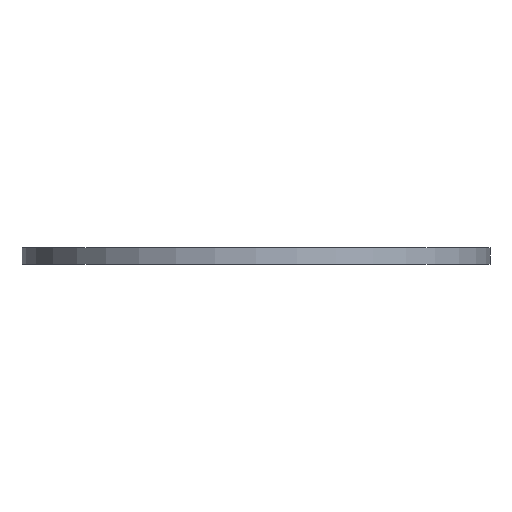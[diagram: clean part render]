
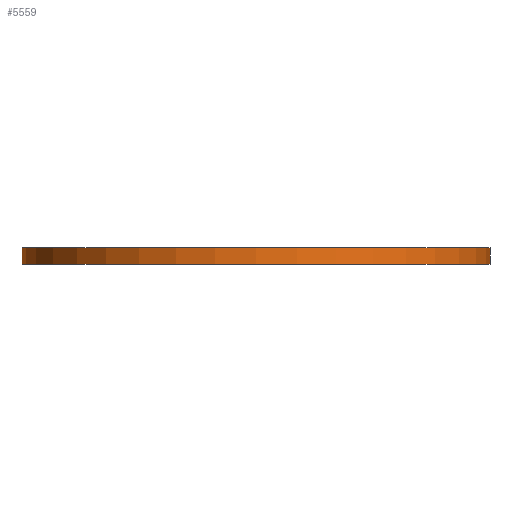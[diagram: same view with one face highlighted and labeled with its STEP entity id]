
A CAD part, front view. The second image highlights one B-rep face of the part: STEP entity #5559.
In plain terms, the highlighted cylindrical face has radius 85 mm (diameter 170 mm), a full revolution.
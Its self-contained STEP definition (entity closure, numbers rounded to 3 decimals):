
#737=FACE_OUTER_BOUND('',#980,.T.);
#980=EDGE_LOOP('',(#4592,#4593,#4594,#4595));
#1703=LINE('',#9439,#1944);
#1944=VECTOR('',#7987,85.);
#2425=CIRCLE('',#6297,85.);
#2426=CIRCLE('',#6298,85.);
#2907=VERTEX_POINT('',#9436);
#2908=VERTEX_POINT('',#9438);
#3629=EDGE_CURVE('',#2907,#2907,#2425,.T.);
#3630=EDGE_CURVE('',#2907,#2908,#1703,.T.);
#3631=EDGE_CURVE('',#2908,#2908,#2426,.T.);
#4592=ORIENTED_EDGE('',*,*,#3629,.F.);
#4593=ORIENTED_EDGE('',*,*,#3630,.T.);
#4594=ORIENTED_EDGE('',*,*,#3631,.F.);
#4595=ORIENTED_EDGE('',*,*,#3630,.F.);
#5318=CYLINDRICAL_SURFACE('',#6296,85.);
#5559=ADVANCED_FACE('',(#737),#5318,.T.);
#6296=AXIS2_PLACEMENT_3D('',#9435,#7983,#7984);
#6297=AXIS2_PLACEMENT_3D('',#9437,#7985,#7986);
#6298=AXIS2_PLACEMENT_3D('',#9440,#7988,#7989);
#7983=DIRECTION('center_axis',(0.,0.,1.));
#7984=DIRECTION('ref_axis',(1.,0.,0.));
#7985=DIRECTION('center_axis',(0.,0.,1.));
#7986=DIRECTION('ref_axis',(1.,0.,0.));
#7987=DIRECTION('',(0.,0.,-1.));
#7988=DIRECTION('center_axis',(0.,0.,-1.));
#7989=DIRECTION('ref_axis',(1.,0.,0.));
#9435=CARTESIAN_POINT('Origin',(0.,0.,3.));
#9436=CARTESIAN_POINT('',(-85.,0.,6.));
#9437=CARTESIAN_POINT('Origin',(0.,0.,6.));
#9438=CARTESIAN_POINT('',(-85.,0.,0.));
#9439=CARTESIAN_POINT('',(-85.,0.,3.));
#9440=CARTESIAN_POINT('Origin',(0.,0.,0.));
